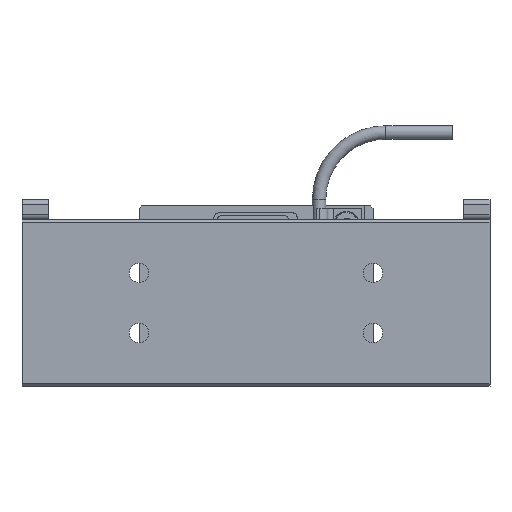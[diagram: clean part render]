
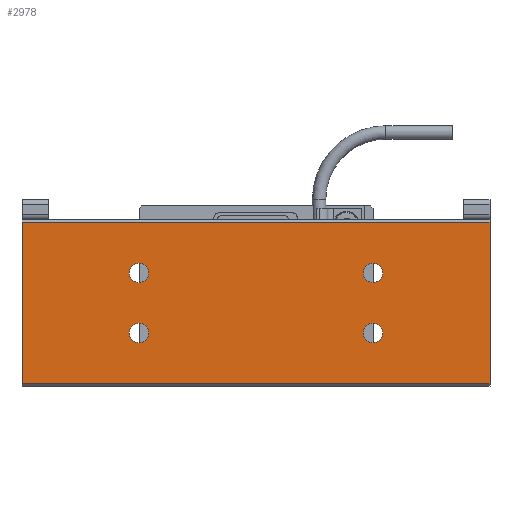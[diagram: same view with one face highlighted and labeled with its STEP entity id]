
A CAD part, front view. The second image highlights one B-rep face of the part: STEP entity #2978.
In plain terms, the highlighted planar face has unit normal (0, -1, 0).
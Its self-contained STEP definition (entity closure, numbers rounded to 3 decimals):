
#14 = ORIENTED_EDGE ( 'NONE', *, *, #2756, .T. ) ;
#207 = EDGE_CURVE ( 'NONE', #14028, #25845, #19925, .T. ) ;
#869 = VERTEX_POINT ( 'NONE', #21864 ) ;
#949 = AXIS2_PLACEMENT_3D ( 'NONE', #7560, #22060, #27225 ) ;
#1236 = CARTESIAN_POINT ( 'NONE',  ( 70., 0., 7.55 ) ) ;
#1410 = EDGE_CURVE ( 'NONE', #30805, #8097, #19172, .T. ) ;
#2138 = VERTEX_POINT ( 'NONE', #27378 ) ;
#2390 = CIRCLE ( 'NONE', #30816, 1.45 ) ;
#2718 = ORIENTED_EDGE ( 'NONE', *, *, #24895, .F. ) ;
#2756 = EDGE_CURVE ( 'NONE', #8097, #30805, #23926, .T. ) ;
#2978 = ADVANCED_FACE ( 'NONE', ( #20102, #13092, #22768, #10746, #5602 ), #13247, .F. ) ;
#3004 = DIRECTION ( 'NONE',  ( -1., 0., 0. ) ) ;
#3996 = EDGE_LOOP ( 'NONE', ( #24000, #24153 ) ) ;
#4083 = DIRECTION ( 'NONE',  ( 0., 0., -1. ) ) ;
#4669 = CIRCLE ( 'NONE', #13150, 1.45 ) ;
#5037 = CARTESIAN_POINT ( 'NONE',  ( 70., 0., -16.55 ) ) ;
#5367 = EDGE_CURVE ( 'NONE', #25003, #12149, #12125, .T. ) ;
#5602 = FACE_OUTER_BOUND ( 'NONE', #16451, .T. ) ;
#5632 = AXIS2_PLACEMENT_3D ( 'NONE', #20756, #8886, #27167 ) ;
#5742 = EDGE_CURVE ( 'NONE', #14251, #29040, #4669, .T. ) ;
#6048 = CARTESIAN_POINT ( 'NONE',  ( 17.5, 0., -9. ) ) ;
#6483 = VECTOR ( 'NONE', #3004, 1000. ) ;
#7007 = ORIENTED_EDGE ( 'NONE', *, *, #9205, .F. ) ;
#7221 = LINE ( 'NONE', #5037, #6483 ) ;
#7249 = EDGE_CURVE ( 'NONE', #25845, #27085, #13596, .T. ) ;
#7306 = CARTESIAN_POINT ( 'NONE',  ( 17.5, 0., 1.45 ) ) ;
#7399 = CARTESIAN_POINT ( 'NONE',  ( 17.5, 0., -1.45 ) ) ;
#7436 = EDGE_CURVE ( 'NONE', #29040, #14251, #13323, .T. ) ;
#7560 = CARTESIAN_POINT ( 'NONE',  ( 52.5, 0., -9. ) ) ;
#8097 = VERTEX_POINT ( 'NONE', #7306 ) ;
#8755 = CARTESIAN_POINT ( 'NONE',  ( 17.5, 0., -9. ) ) ;
#8829 = VECTOR ( 'NONE', #4083, 1000. ) ;
#8886 = DIRECTION ( 'NONE',  ( 0., 1., 0. ) ) ;
#9205 = EDGE_CURVE ( 'NONE', #19108, #27085, #7221, .T. ) ;
#9323 = EDGE_LOOP ( 'NONE', ( #20050, #14858 ) ) ;
#9363 = DIRECTION ( 'NONE',  ( 0., 0., 1. ) ) ;
#9513 = ORIENTED_EDGE ( 'NONE', *, *, #28369, .T. ) ;
#9625 = AXIS2_PLACEMENT_3D ( 'NONE', #8755, #18287, #22818 ) ;
#10575 = DIRECTION ( 'NONE',  ( 0., 1., 0. ) ) ;
#10715 = ORIENTED_EDGE ( 'NONE', *, *, #7249, .T. ) ;
#10746 = FACE_BOUND ( 'NONE', #3996, .T. ) ;
#11037 = DIRECTION ( 'NONE',  ( 0., 0., 1. ) ) ;
#11038 = CARTESIAN_POINT ( 'NONE',  ( 70., 0., 7.55 ) ) ;
#11961 = CARTESIAN_POINT ( 'NONE',  ( 0., 0., 7.55 ) ) ;
#12125 = CIRCLE ( 'NONE', #9625, 1.45 ) ;
#12149 = VERTEX_POINT ( 'NONE', #27164 ) ;
#12646 = ORIENTED_EDGE ( 'NONE', *, *, #23365, .T. ) ;
#12776 = CARTESIAN_POINT ( 'NONE',  ( 70., 0., -16.55 ) ) ;
#13092 = FACE_BOUND ( 'NONE', #28036, .T. ) ;
#13150 = AXIS2_PLACEMENT_3D ( 'NONE', #19860, #29399, #15181 ) ;
#13247 = PLANE ( 'NONE',  #28910 ) ;
#13286 = CARTESIAN_POINT ( 'NONE',  ( 52.5, 0., -1.45 ) ) ;
#13323 = CIRCLE ( 'NONE', #18806, 1.45 ) ;
#13355 = EDGE_LOOP ( 'NONE', ( #9513, #12646 ) ) ;
#13403 = DIRECTION ( 'NONE',  ( 1., 0., 0. ) ) ;
#13596 = LINE ( 'NONE', #25457, #8829 ) ;
#13897 = DIRECTION ( 'NONE',  ( 0., 0., 1. ) ) ;
#13911 = LINE ( 'NONE', #25607, #17671 ) ;
#14028 = VERTEX_POINT ( 'NONE', #23906 ) ;
#14203 = CARTESIAN_POINT ( 'NONE',  ( 52.5, 0., 0. ) ) ;
#14251 = VERTEX_POINT ( 'NONE', #13286 ) ;
#14480 = VECTOR ( 'NONE', #22581, 1000. ) ;
#14858 = ORIENTED_EDGE ( 'NONE', *, *, #26935, .T. ) ;
#15181 = DIRECTION ( 'NONE',  ( 0., 0., 1. ) ) ;
#16451 = EDGE_LOOP ( 'NONE', ( #10715, #7007, #2718, #20382 ) ) ;
#17292 = CARTESIAN_POINT ( 'NONE',  ( 17.5, 0., 0. ) ) ;
#17671 = VECTOR ( 'NONE', #20626, 1000. ) ;
#18287 = DIRECTION ( 'NONE',  ( 0., 1., 0. ) ) ;
#18422 = CARTESIAN_POINT ( 'NONE',  ( 17.5, 0., 0. ) ) ;
#18675 = CARTESIAN_POINT ( 'NONE',  ( 0., 0., -16.55 ) ) ;
#18806 = AXIS2_PLACEMENT_3D ( 'NONE', #14203, #23721, #9363 ) ;
#19108 = VERTEX_POINT ( 'NONE', #12776 ) ;
#19172 = CIRCLE ( 'NONE', #20662, 1.45 ) ;
#19860 = CARTESIAN_POINT ( 'NONE',  ( 52.5, 0., 0. ) ) ;
#19925 = LINE ( 'NONE', #11038, #14480 ) ;
#20050 = ORIENTED_EDGE ( 'NONE', *, *, #5367, .T. ) ;
#20076 = CIRCLE ( 'NONE', #5632, 1.45 ) ;
#20079 = ORIENTED_EDGE ( 'NONE', *, *, #1410, .T. ) ;
#20102 = FACE_BOUND ( 'NONE', #9323, .T. ) ;
#20382 = ORIENTED_EDGE ( 'NONE', *, *, #207, .T. ) ;
#20626 = DIRECTION ( 'NONE',  ( 0., 0., -1. ) ) ;
#20662 = AXIS2_PLACEMENT_3D ( 'NONE', #17292, #24771, #29307 ) ;
#20756 = CARTESIAN_POINT ( 'NONE',  ( 52.5, 0., -9. ) ) ;
#21063 = DIRECTION ( 'NONE',  ( 0., 1., 0. ) ) ;
#21864 = CARTESIAN_POINT ( 'NONE',  ( 52.5, 0., -10.45 ) ) ;
#22060 = DIRECTION ( 'NONE',  ( 0., 1., 0. ) ) ;
#22581 = DIRECTION ( 'NONE',  ( -1., 0., 0. ) ) ;
#22768 = FACE_BOUND ( 'NONE', #13355, .T. ) ;
#22818 = DIRECTION ( 'NONE',  ( 0., 0., 1. ) ) ;
#23365 = EDGE_CURVE ( 'NONE', #869, #2138, #20076, .T. ) ;
#23721 = DIRECTION ( 'NONE',  ( 0., 1., 0. ) ) ;
#23906 = CARTESIAN_POINT ( 'NONE',  ( 70., 0., 7.55 ) ) ;
#23926 = CIRCLE ( 'NONE', #26911, 1.45 ) ;
#24000 = ORIENTED_EDGE ( 'NONE', *, *, #7436, .T. ) ;
#24031 = CARTESIAN_POINT ( 'NONE',  ( 17.5, 0., -7.55 ) ) ;
#24153 = ORIENTED_EDGE ( 'NONE', *, *, #5742, .T. ) ;
#24771 = DIRECTION ( 'NONE',  ( 0., 1., 0. ) ) ;
#24895 = EDGE_CURVE ( 'NONE', #14028, #19108, #13911, .T. ) ;
#25003 = VERTEX_POINT ( 'NONE', #24031 ) ;
#25393 = DIRECTION ( 'NONE',  ( 0., 1., 0. ) ) ;
#25457 = CARTESIAN_POINT ( 'NONE',  ( 0., 0., 7.55 ) ) ;
#25607 = CARTESIAN_POINT ( 'NONE',  ( 70., 0., 7.55 ) ) ;
#25845 = VERTEX_POINT ( 'NONE', #11961 ) ;
#26911 = AXIS2_PLACEMENT_3D ( 'NONE', #18422, #21063, #13897 ) ;
#26935 = EDGE_CURVE ( 'NONE', #12149, #25003, #2390, .T. ) ;
#27085 = VERTEX_POINT ( 'NONE', #18675 ) ;
#27164 = CARTESIAN_POINT ( 'NONE',  ( 17.5, 0., -10.45 ) ) ;
#27167 = DIRECTION ( 'NONE',  ( 0., 0., 1. ) ) ;
#27225 = DIRECTION ( 'NONE',  ( 0., 0., 1. ) ) ;
#27378 = CARTESIAN_POINT ( 'NONE',  ( 52.5, 0., -7.55 ) ) ;
#28036 = EDGE_LOOP ( 'NONE', ( #14, #20079 ) ) ;
#28369 = EDGE_CURVE ( 'NONE', #2138, #869, #29359, .T. ) ;
#28910 = AXIS2_PLACEMENT_3D ( 'NONE', #1236, #10575, #13403 ) ;
#29040 = VERTEX_POINT ( 'NONE', #30302 ) ;
#29307 = DIRECTION ( 'NONE',  ( 0., 0., 1. ) ) ;
#29359 = CIRCLE ( 'NONE', #949, 1.45 ) ;
#29399 = DIRECTION ( 'NONE',  ( 0., 1., 0. ) ) ;
#30302 = CARTESIAN_POINT ( 'NONE',  ( 52.5, 0., 1.45 ) ) ;
#30805 = VERTEX_POINT ( 'NONE', #7399 ) ;
#30816 = AXIS2_PLACEMENT_3D ( 'NONE', #6048, #25393, #11037 ) ;
